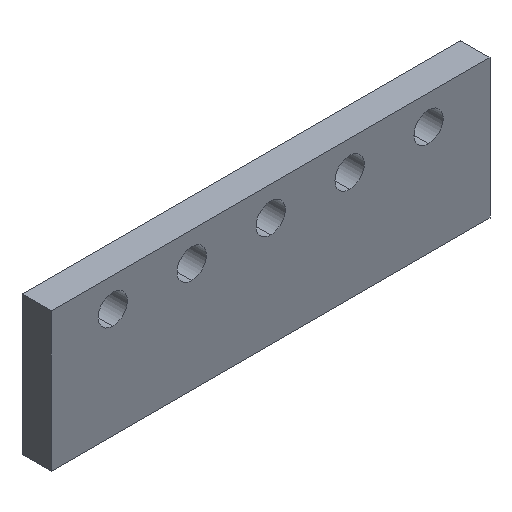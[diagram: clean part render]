
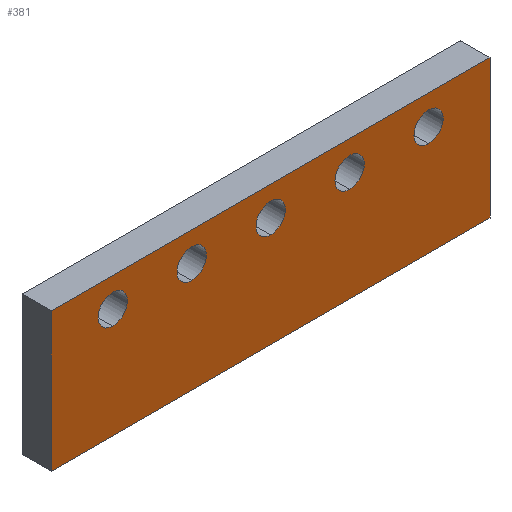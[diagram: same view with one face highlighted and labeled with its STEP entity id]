
A CAD part, isometric view. The second image highlights one B-rep face of the part: STEP entity #381.
In plain terms, the highlighted planar face has unit normal (0, -1, 0).
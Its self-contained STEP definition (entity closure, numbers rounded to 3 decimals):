
#1 = VERTEX_POINT ( 'NONE', #264 ) ;
#2 = CARTESIAN_POINT ( 'NONE',  ( 270., 0., 125. ) ) ;
#7 = DIRECTION ( 'NONE',  ( 0., 0., 1. ) ) ;
#19 = CIRCLE ( 'NONE', #561, 50. ) ;
#22 = CARTESIAN_POINT ( 'NONE',  ( 0., 0., 125. ) ) ;
#28 = CARTESIAN_POINT ( 'NONE',  ( -270., 0., 125. ) ) ;
#46 = FACE_BOUND ( 'NONE', #205, .T. ) ;
#54 = DIRECTION ( 'NONE',  ( 0., 1., 0. ) ) ;
#63 = CARTESIAN_POINT ( 'NONE',  ( 540., 0., 125. ) ) ;
#73 = EDGE_LOOP ( 'NONE', ( #342, #102 ) ) ;
#79 = EDGE_CURVE ( 'NONE', #371, #542, #490, .T. ) ;
#80 = LINE ( 'NONE', #556, #551 ) ;
#82 = ORIENTED_EDGE ( 'NONE', *, *, #294, .F. ) ;
#84 = AXIS2_PLACEMENT_3D ( 'NONE', #303, #329, #425 ) ;
#85 = ORIENTED_EDGE ( 'NONE', *, *, #79, .F. ) ;
#87 = VECTOR ( 'NONE', #100, 1000. ) ;
#88 = VERTEX_POINT ( 'NONE', #402 ) ;
#89 = DIRECTION ( 'NONE',  ( 0., 1., 0. ) ) ;
#96 = DIRECTION ( 'NONE',  ( 0., 0., 1. ) ) ;
#100 = DIRECTION ( 'NONE',  ( 0., 0., 1. ) ) ;
#101 = DIRECTION ( 'NONE',  ( 0., 1., 0. ) ) ;
#102 = ORIENTED_EDGE ( 'NONE', *, *, #521, .T. ) ;
#107 = EDGE_CURVE ( 'NONE', #209, #152, #250, .T. ) ;
#110 = CARTESIAN_POINT ( 'NONE',  ( -540., 0., 125. ) ) ;
#112 = EDGE_LOOP ( 'NONE', ( #256, #82, #127, #85 ) ) ;
#113 = EDGE_CURVE ( 'NONE', #206, #1, #343, .T. ) ;
#120 = VERTEX_POINT ( 'NONE', #484 ) ;
#127 = ORIENTED_EDGE ( 'NONE', *, *, #433, .F. ) ;
#133 = CIRCLE ( 'NONE', #280, 50. ) ;
#135 = PLANE ( 'NONE',  #162 ) ;
#137 = CARTESIAN_POINT ( 'NONE',  ( 750., 0., 225. ) ) ;
#140 = FACE_BOUND ( 'NONE', #73, .T. ) ;
#141 = CARTESIAN_POINT ( 'NONE',  ( -270., 0., 125. ) ) ;
#142 = DIRECTION ( 'NONE',  ( 0., 0., 1. ) ) ;
#143 = CARTESIAN_POINT ( 'NONE',  ( 750., 0., 225. ) ) ;
#144 = DIRECTION ( 'NONE',  ( 0., 1., 0. ) ) ;
#152 = VERTEX_POINT ( 'NONE', #319 ) ;
#153 = DIRECTION ( 'NONE',  ( 0., 1., 0. ) ) ;
#162 = AXIS2_PLACEMENT_3D ( 'NONE', #453, #89, #450 ) ;
#166 = EDGE_LOOP ( 'NONE', ( #326, #415 ) ) ;
#173 = LINE ( 'NONE', #137, #470 ) ;
#175 = ORIENTED_EDGE ( 'NONE', *, *, #404, .T. ) ;
#182 = VECTOR ( 'NONE', #232, 1000. ) ;
#193 = ORIENTED_EDGE ( 'NONE', *, *, #199, .T. ) ;
#199 = EDGE_CURVE ( 'NONE', #88, #345, #514, .T. ) ;
#205 = EDGE_LOOP ( 'NONE', ( #175, #193 ) ) ;
#206 = VERTEX_POINT ( 'NONE', #337 ) ;
#209 = VERTEX_POINT ( 'NONE', #432 ) ;
#212 = CIRCLE ( 'NONE', #346, 50. ) ;
#214 = EDGE_CURVE ( 'NONE', #120, #452, #335, .T. ) ;
#232 = DIRECTION ( 'NONE',  ( 1., 0., 0. ) ) ;
#235 = DIRECTION ( 'NONE',  ( 0., 1., 0. ) ) ;
#242 = DIRECTION ( 'NONE',  ( 0., 0., 1. ) ) ;
#250 = CIRCLE ( 'NONE', #507, 50. ) ;
#256 = ORIENTED_EDGE ( 'NONE', *, *, #463, .F. ) ;
#263 = FACE_OUTER_BOUND ( 'NONE', #112, .T. ) ;
#264 = CARTESIAN_POINT ( 'NONE',  ( -270., 0., 75. ) ) ;
#265 = FACE_BOUND ( 'NONE', #166, .T. ) ;
#266 = ORIENTED_EDGE ( 'NONE', *, *, #107, .T. ) ;
#269 = DIRECTION ( 'NONE',  ( 0., 0., 1. ) ) ;
#273 = FACE_BOUND ( 'NONE', #557, .T. ) ;
#276 = DIRECTION ( 'NONE',  ( 0., 1., 0. ) ) ;
#280 = AXIS2_PLACEMENT_3D ( 'NONE', #22, #276, #142 ) ;
#294 = EDGE_CURVE ( 'NONE', #375, #436, #80, .T. ) ;
#297 = VERTEX_POINT ( 'NONE', #519 ) ;
#303 = CARTESIAN_POINT ( 'NONE',  ( 0., 0., 125. ) ) ;
#305 = AXIS2_PLACEMENT_3D ( 'NONE', #2, #54, #96 ) ;
#319 = CARTESIAN_POINT ( 'NONE',  ( 270., 0., 175. ) ) ;
#321 = CARTESIAN_POINT ( 'NONE',  ( 750., 0., 225. ) ) ;
#322 = DIRECTION ( 'NONE',  ( 0., 0., 1. ) ) ;
#326 = ORIENTED_EDGE ( 'NONE', *, *, #548, .T. ) ;
#327 = CARTESIAN_POINT ( 'NONE',  ( 0., 0., 175. ) ) ;
#328 = EDGE_CURVE ( 'NONE', #152, #209, #492, .T. ) ;
#329 = DIRECTION ( 'NONE',  ( 0., 1., 0. ) ) ;
#335 = CIRCLE ( 'NONE', #84, 50. ) ;
#337 = CARTESIAN_POINT ( 'NONE',  ( -270., 0., 175. ) ) ;
#339 = EDGE_LOOP ( 'NONE', ( #388, #513 ) ) ;
#342 = ORIENTED_EDGE ( 'NONE', *, *, #448, .T. ) ;
#343 = CIRCLE ( 'NONE', #445, 50. ) ;
#345 = VERTEX_POINT ( 'NONE', #481 ) ;
#346 = AXIS2_PLACEMENT_3D ( 'NONE', #28, #144, #242 ) ;
#351 = CARTESIAN_POINT ( 'NONE',  ( -750., 0., 225. ) ) ;
#357 = CARTESIAN_POINT ( 'NONE',  ( 540., 0., 125. ) ) ;
#367 = CARTESIAN_POINT ( 'NONE',  ( 270., 0., 125. ) ) ;
#368 = CARTESIAN_POINT ( 'NONE',  ( -540., 0., 175. ) ) ;
#371 = VERTEX_POINT ( 'NONE', #351 ) ;
#375 = VERTEX_POINT ( 'NONE', #478 ) ;
#381 = ADVANCED_FACE ( 'NONE', ( #265, #46, #273, #522, #140, #263 ), #135, .F. ) ;
#385 = AXIS2_PLACEMENT_3D ( 'NONE', #110, #460, #494 ) ;
#388 = ORIENTED_EDGE ( 'NONE', *, *, #113, .T. ) ;
#397 = CARTESIAN_POINT ( 'NONE',  ( -750., 0., -250. ) ) ;
#402 = CARTESIAN_POINT ( 'NONE',  ( 540., 0., 75. ) ) ;
#404 = EDGE_CURVE ( 'NONE', #345, #88, #19, .T. ) ;
#412 = DIRECTION ( 'NONE',  ( 0., 1., 0. ) ) ;
#413 = CARTESIAN_POINT ( 'NONE',  ( -750., 0., 225. ) ) ;
#414 = DIRECTION ( 'NONE',  ( 0., 0., 1. ) ) ;
#415 = ORIENTED_EDGE ( 'NONE', *, *, #214, .T. ) ;
#420 = CARTESIAN_POINT ( 'NONE',  ( -540., 0., 125. ) ) ;
#421 = CIRCLE ( 'NONE', #527, 50. ) ;
#425 = DIRECTION ( 'NONE',  ( 0., 0., 1. ) ) ;
#432 = CARTESIAN_POINT ( 'NONE',  ( 270., 0., 75. ) ) ;
#433 = EDGE_CURVE ( 'NONE', #542, #375, #173, .T. ) ;
#436 = VERTEX_POINT ( 'NONE', #397 ) ;
#438 = DIRECTION ( 'NONE',  ( 0., 0., -1. ) ) ;
#445 = AXIS2_PLACEMENT_3D ( 'NONE', #141, #412, #322 ) ;
#448 = EDGE_CURVE ( 'NONE', #476, #297, #569, .T. ) ;
#450 = DIRECTION ( 'NONE',  ( 0., 0., 1. ) ) ;
#452 = VERTEX_POINT ( 'NONE', #327 ) ;
#453 = CARTESIAN_POINT ( 'NONE',  ( 0., 0., 0. ) ) ;
#459 = DIRECTION ( 'NONE',  ( -1., 0., 0. ) ) ;
#460 = DIRECTION ( 'NONE',  ( 0., 1., 0. ) ) ;
#463 = EDGE_CURVE ( 'NONE', #436, #371, #505, .T. ) ;
#470 = VECTOR ( 'NONE', #438, 1000. ) ;
#476 = VERTEX_POINT ( 'NONE', #368 ) ;
#478 = CARTESIAN_POINT ( 'NONE',  ( 750., 0., -250. ) ) ;
#481 = CARTESIAN_POINT ( 'NONE',  ( 540., 0., 175. ) ) ;
#484 = CARTESIAN_POINT ( 'NONE',  ( 0., 0., 75. ) ) ;
#485 = AXIS2_PLACEMENT_3D ( 'NONE', #63, #235, #414 ) ;
#489 = EDGE_CURVE ( 'NONE', #1, #206, #212, .T. ) ;
#490 = LINE ( 'NONE', #143, #182 ) ;
#492 = CIRCLE ( 'NONE', #305, 50. ) ;
#494 = DIRECTION ( 'NONE',  ( 0., 0., 1. ) ) ;
#505 = LINE ( 'NONE', #413, #87 ) ;
#507 = AXIS2_PLACEMENT_3D ( 'NONE', #367, #101, #7 ) ;
#513 = ORIENTED_EDGE ( 'NONE', *, *, #489, .T. ) ;
#514 = CIRCLE ( 'NONE', #485, 50. ) ;
#515 = ORIENTED_EDGE ( 'NONE', *, *, #328, .T. ) ;
#519 = CARTESIAN_POINT ( 'NONE',  ( -540., 0., 75. ) ) ;
#521 = EDGE_CURVE ( 'NONE', #297, #476, #421, .T. ) ;
#522 = FACE_BOUND ( 'NONE', #339, .T. ) ;
#527 = AXIS2_PLACEMENT_3D ( 'NONE', #420, #153, #536 ) ;
#528 = DIRECTION ( 'NONE',  ( 0., 1., 0. ) ) ;
#536 = DIRECTION ( 'NONE',  ( 0., 0., 1. ) ) ;
#542 = VERTEX_POINT ( 'NONE', #321 ) ;
#548 = EDGE_CURVE ( 'NONE', #452, #120, #133, .T. ) ;
#551 = VECTOR ( 'NONE', #459, 1000. ) ;
#556 = CARTESIAN_POINT ( 'NONE',  ( -750., 0., -250. ) ) ;
#557 = EDGE_LOOP ( 'NONE', ( #515, #266 ) ) ;
#561 = AXIS2_PLACEMENT_3D ( 'NONE', #357, #528, #269 ) ;
#569 = CIRCLE ( 'NONE', #385, 50. ) ;
